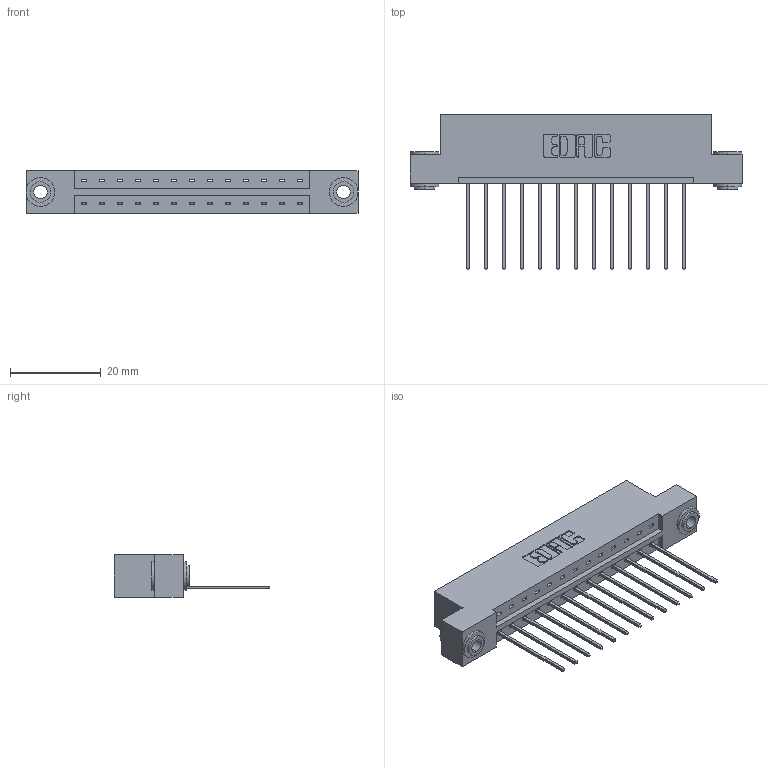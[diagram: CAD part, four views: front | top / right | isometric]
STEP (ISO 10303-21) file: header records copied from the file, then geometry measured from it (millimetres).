
FILE_DESCRIPTION (( 'STEP AP203' ), '1' );
FILE_NAME ('333-013-541-103.STEP', '2018-08-01T01:27:18', ( '' ), ( '' ), 'SwSTEP 2.0', 'SolidWorks 2016', '' );
FILE_SCHEMA (( 'CONFIG_CONTROL_DESIGN' ));
Length unit declared in the file: inch
Products named in the file (4): 333 Part_Flush - .156 Dia - TH; 345-292-001_345-293-141; 345-250-002_345-250-002-102; 333-013-541-103
Assembly tree (16 placements, depth 2):
  333-013-541-103
    333 Part_Flush - .156 Dia - TH
    345-292-001_345-293-141  x13
    345-250-002_345-250-002-102  x2
Bounding box: 73.05 x 34.3 x 9.4 mm (x, y, z)
Volume: 7163.8 mm3; surface area: 8052.3 mm2
Topology: 16 solids, 16 shells, 906 faces, 2675 edges, 1762 vertices
Faces by surface type: plane 626, cylinder 272, cone 8
Entity records: 12366 total; most frequent: CARTESIAN_POINT 2116, ORIENTED_EDGE 2058, DIRECTION 1877, EDGE_CURVE 1029, VECTOR 877, LINE 877, VERTEX_POINT 682, AXIS2_PLACEMENT_3D 500
